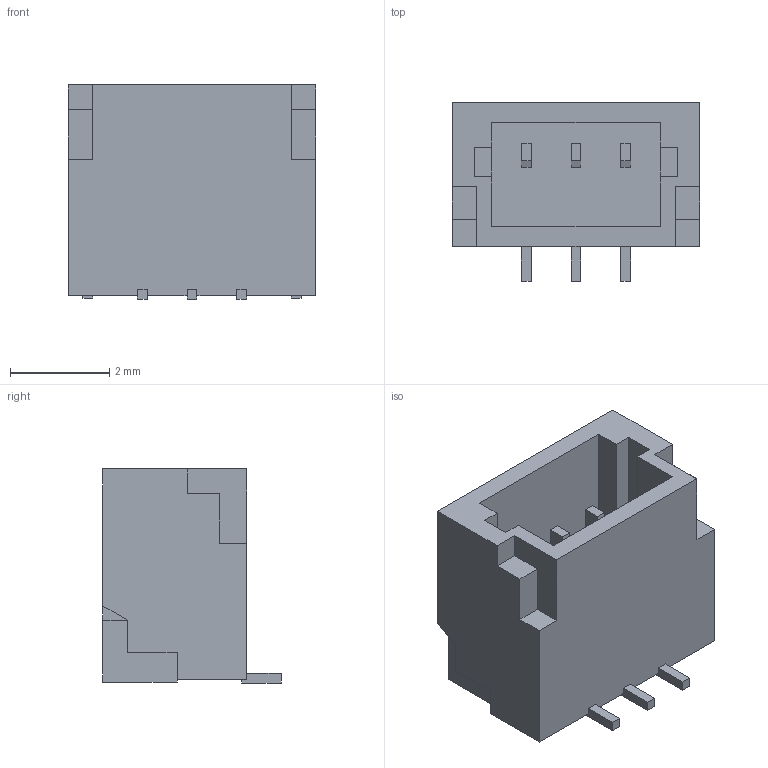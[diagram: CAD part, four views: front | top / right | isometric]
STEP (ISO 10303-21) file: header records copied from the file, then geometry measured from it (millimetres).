
FILE_DESCRIPTION(('FreeCAD Model'),'2;1');
FILE_NAME('BM03B-SRSS.step','2017-09-12T09:02:25',( 'kicad StepUp'),('ksu MCAD'),'Open CASCADE STEP processor 6.8', 'FreeCAD','Unknown');
FILE_SCHEMA(('AUTOMOTIVE_DESIGN_CC2 { 1 2 10303 214 -1 1 5 4 }'));
Length unit declared in the file: millimetre
Products named in the file (2): ASSEMBLY; BM03B-SRSS
Assembly tree (1 placements, depth 2):
  ASSEMBLY
    BM03B-SRSS
Bounding box: 5 x 3.6 x 4.32 mm (x, y, z)
Volume: 37.8 mm3; surface area: 141.2 mm2
Topology: 1 solids, 1 shells, 82 faces, 224 edges, 148 vertices
Faces by surface type: plane 82
Entity records: 3141 total; most frequent: CARTESIAN_POINT 456, ORIENTED_EDGE 448, DIRECTION 392, EDGE_CURVE 224, LINE 224, VECTOR 224, VERTEX_POINT 148, FACE_BOUND 86
